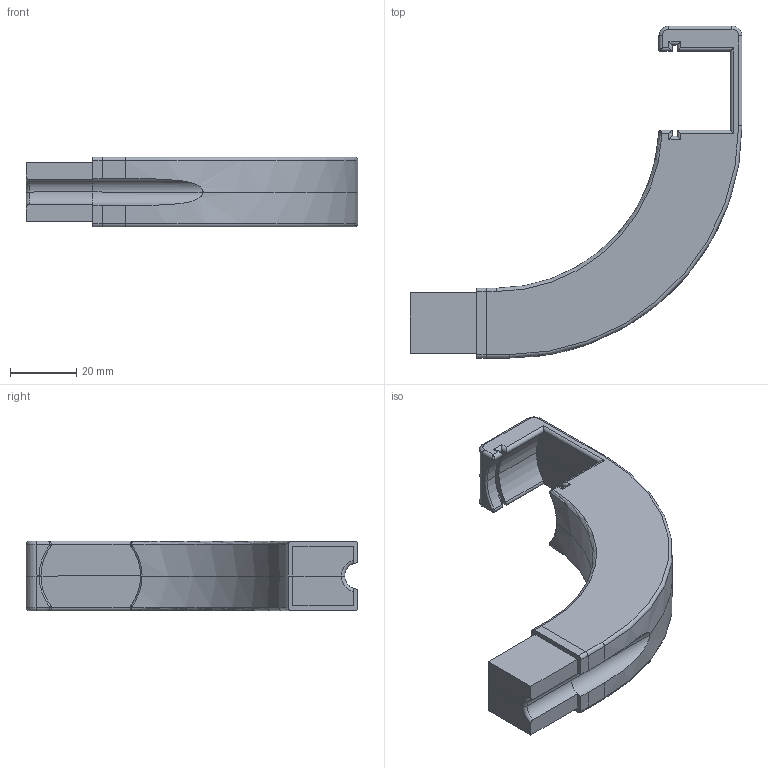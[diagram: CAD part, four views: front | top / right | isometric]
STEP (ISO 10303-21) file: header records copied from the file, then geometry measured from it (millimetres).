
FILE_DESCRIPTION(('FreeCAD Model'),'2;1');
FILE_NAME('Open CASCADE Shape Model','2024-04-01T16:54:54',('Author'),( ''),'Open CASCADE STEP processor 7.6','FreeCAD','Unknown');
FILE_SCHEMA(('AUTOMOTIVE_DESIGN { 1 0 10303 214 1 1 1 1 }'));
Length unit declared in the file: millimetre
Products named in the file (3): BottelFrontHolder1; Body; Body001
Assembly tree (2 placements, depth 2):
  BottelFrontHolder1
    Body
    Body001
Bounding box: 100 x 100 x 21 mm (x, y, z)
Volume: 58411.4 mm3; surface area: 19347.1 mm2
Topology: 2 solids, 2 shells, 126 faces, 329 edges, 203 vertices
Faces by surface type: cylinder 60, plane 44, torus 14, bspline 8
Entity records: 5850 total; most frequent: CARTESIAN_POINT 2720, DIRECTION 665, ORIENTED_EDGE 650, EDGE_CURVE 325, AXIS2_PLACEMENT_3D 248, VERTEX_POINT 203, LINE 169, VECTOR 169
